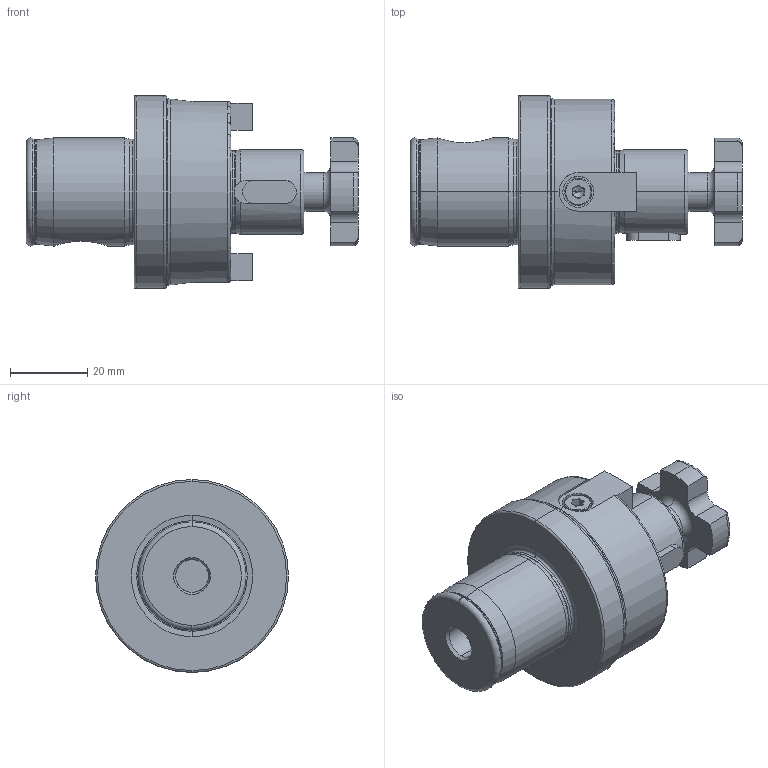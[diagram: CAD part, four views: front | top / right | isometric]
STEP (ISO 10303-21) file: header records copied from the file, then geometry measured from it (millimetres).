
FILE_DESCRIPTION (( 'STEP AP214' ), '1' );
FILE_NAME ('WH5.D22.001.025.STEP', '2024-04-30T11:36:31', ( '' ), ( '' ), 'SwSTEP 2.0', 'SolidWorks 2022', '' );
FILE_SCHEMA (( 'AUTOMOTIVE_DESIGN' ));
Length unit declared in the file: millimetre
Products named in the file (6): ISO 4762 - M4 x 10_PreviewCfg; WH5.D22.001.025; D22-ER2.002.010_A; D22-ER1.001.018_A; D22-ER3.001.014_A; WH5-D22.001.025
Assembly tree (7 placements, depth 2):
  WH5.D22.001.025
    WH5-D22.001.025
    D22-ER2.002.010_A  x2
    D22-ER1.001.018_A
    D22-ER3.001.014_A
    ISO 4762 - M4 x 10_PreviewCfg  x2
Bounding box: 86 x 50 x 50 mm (x, y, z)
Volume: 70175.6 mm3; surface area: 18981.9 mm2
Topology: 7 solids, 7 shells, 207 faces, 478 edges, 286 vertices
Faces by surface type: plane 70, cylinder 58, torus 42, cone 37
Entity records: 5753 total; most frequent: CARTESIAN_POINT 1484, DIRECTION 889, ORIENTED_EDGE 782, EDGE_CURVE 391, AXIS2_PLACEMENT_3D 360, VERTEX_POINT 235, CIRCLE 182, EDGE_LOOP 182
